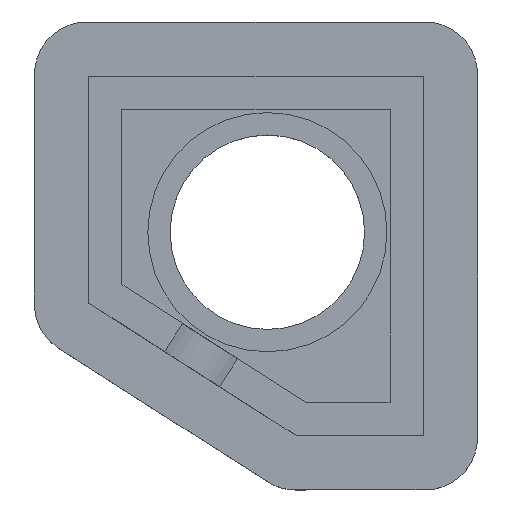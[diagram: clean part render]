
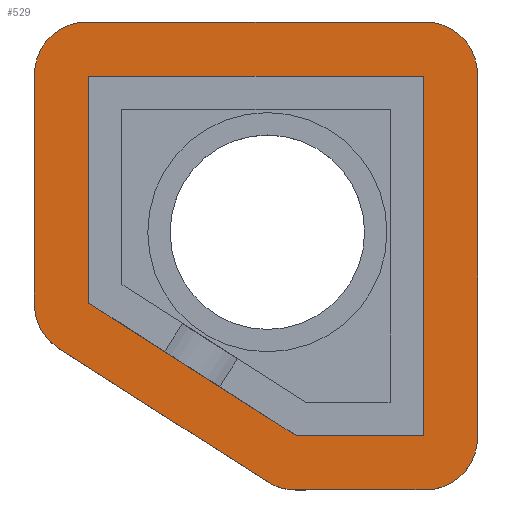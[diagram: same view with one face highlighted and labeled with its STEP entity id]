
A CAD part, top view. The second image highlights one B-rep face of the part: STEP entity #529.
In plain terms, the highlighted planar face has unit normal (0, 0, 1).
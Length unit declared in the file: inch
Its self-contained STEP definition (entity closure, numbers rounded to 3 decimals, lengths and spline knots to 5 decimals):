
#17=FACE_BOUND('',#98,.T.);
#38=PLANE('',#586);
#66=FACE_OUTER_BOUND('',#97,.T.);
#97=EDGE_LOOP('',(#464,#465,#466,#467,#468,#469,#470,#471,#472,#473));
#98=EDGE_LOOP('',(#474,#475,#476,#477,#478));
#109=LINE('',#758,#165);
#115=LINE('',#775,#171);
#119=LINE('',#782,#175);
#121=LINE('',#785,#177);
#123=LINE('',#788,#179);
#142=LINE('',#834,#198);
#146=LINE('',#846,#202);
#150=LINE('',#858,#206);
#154=LINE('',#870,#210);
#158=LINE('',#880,#214);
#165=VECTOR('',#609,0.3937);
#171=VECTOR('',#623,0.3937);
#175=VECTOR('',#629,0.3937);
#177=VECTOR('',#633,0.3937);
#179=VECTOR('',#637,0.3937);
#198=VECTOR('',#678,0.3937);
#202=VECTOR('',#690,0.3937);
#206=VECTOR('',#702,0.3937);
#210=VECTOR('',#714,0.3937);
#214=VECTOR('',#726,0.3937);
#221=CIRCLE('',#568,0.15);
#223=CIRCLE('',#572,0.15);
#225=CIRCLE('',#576,0.15);
#227=CIRCLE('',#580,0.15);
#229=CIRCLE('',#584,0.15);
#237=VERTEX_POINT('',#755);
#238=VERTEX_POINT('',#757);
#244=VERTEX_POINT('',#772);
#245=VERTEX_POINT('',#774);
#247=VERTEX_POINT('',#780);
#260=VERTEX_POINT('',#825);
#261=VERTEX_POINT('',#827);
#263=VERTEX_POINT('',#833);
#265=VERTEX_POINT('',#839);
#267=VERTEX_POINT('',#845);
#269=VERTEX_POINT('',#851);
#271=VERTEX_POINT('',#857);
#273=VERTEX_POINT('',#863);
#275=VERTEX_POINT('',#869);
#277=VERTEX_POINT('',#875);
#287=EDGE_CURVE('',#237,#238,#109,.T.);
#295=EDGE_CURVE('',#244,#245,#115,.T.);
#299=EDGE_CURVE('',#247,#244,#119,.T.);
#301=EDGE_CURVE('',#238,#247,#121,.T.);
#303=EDGE_CURVE('',#245,#237,#123,.T.);
#321=EDGE_CURVE('',#261,#260,#221,.T.);
#324=EDGE_CURVE('',#263,#261,#142,.T.);
#327=EDGE_CURVE('',#265,#263,#223,.T.);
#330=EDGE_CURVE('',#267,#265,#146,.T.);
#333=EDGE_CURVE('',#269,#267,#225,.T.);
#336=EDGE_CURVE('',#271,#269,#150,.T.);
#339=EDGE_CURVE('',#273,#271,#227,.T.);
#342=EDGE_CURVE('',#275,#273,#154,.T.);
#345=EDGE_CURVE('',#277,#275,#229,.T.);
#348=EDGE_CURVE('',#260,#277,#158,.T.);
#464=ORIENTED_EDGE('',*,*,#348,.T.);
#465=ORIENTED_EDGE('',*,*,#345,.T.);
#466=ORIENTED_EDGE('',*,*,#342,.T.);
#467=ORIENTED_EDGE('',*,*,#339,.T.);
#468=ORIENTED_EDGE('',*,*,#336,.T.);
#469=ORIENTED_EDGE('',*,*,#333,.T.);
#470=ORIENTED_EDGE('',*,*,#330,.T.);
#471=ORIENTED_EDGE('',*,*,#327,.T.);
#472=ORIENTED_EDGE('',*,*,#324,.T.);
#473=ORIENTED_EDGE('',*,*,#321,.T.);
#474=ORIENTED_EDGE('',*,*,#303,.F.);
#475=ORIENTED_EDGE('',*,*,#295,.F.);
#476=ORIENTED_EDGE('',*,*,#299,.F.);
#477=ORIENTED_EDGE('',*,*,#301,.F.);
#478=ORIENTED_EDGE('',*,*,#287,.F.);
#529=ADVANCED_FACE('',(#66,#17),#38,.F.);
#568=AXIS2_PLACEMENT_3D('',#828,#672,#673);
#572=AXIS2_PLACEMENT_3D('',#840,#684,#685);
#576=AXIS2_PLACEMENT_3D('',#852,#696,#697);
#580=AXIS2_PLACEMENT_3D('',#864,#708,#709);
#584=AXIS2_PLACEMENT_3D('',#876,#720,#721);
#586=AXIS2_PLACEMENT_3D('',#881,#727,#728);
#609=DIRECTION('',(0.843,-0.539,0.));
#623=DIRECTION('',(-1.,0.,0.));
#629=DIRECTION('',(0.,1.,0.));
#633=DIRECTION('',(1.,0.,0.));
#637=DIRECTION('',(0.,-1.,0.));
#672=DIRECTION('center_axis',(0.,0.,
1.));
#673=DIRECTION('ref_axis',(-0.539,-0.843,0.));
#678=DIRECTION('',(0.,-1.,0.));
#684=DIRECTION('center_axis',(0.,0.,
1.));
#685=DIRECTION('ref_axis',(-1.,0.,0.));
#690=DIRECTION('',(-1.,0.,0.));
#696=DIRECTION('center_axis',(0.,0.,
1.));
#697=DIRECTION('ref_axis',(0.,1.,0.));
#702=DIRECTION('',(0.,1.,0.));
#708=DIRECTION('center_axis',(0.,0.,
1.));
#709=DIRECTION('ref_axis',(1.,0.,0.));
#714=DIRECTION('',(1.,0.,0.));
#720=DIRECTION('center_axis',(0.,0.,
1.));
#721=DIRECTION('ref_axis',(0.,-1.,0.));
#726=DIRECTION('',(0.843,-0.539,0.));
#727=DIRECTION('center_axis',(0.,0.,
-1.));
#728=DIRECTION('ref_axis',(-1.,0.,0.));
#755=CARTESIAN_POINT('',(-0.12942,0.63774,-2.86586));
#757=CARTESIAN_POINT('',(0.46237,0.25941,-2.86586));
#758=CARTESIAN_POINT('',(-0.12942,0.63774,-2.86586));
#772=CARTESIAN_POINT('',(0.82558,1.285,-2.86586));
#774=CARTESIAN_POINT('',(-0.12942,1.285,-2.86586));
#775=CARTESIAN_POINT('',(0.82558,1.285,-2.86586));
#780=CARTESIAN_POINT('',(0.82558,0.25941,-2.86586));
#782=CARTESIAN_POINT('',(0.82558,0.25941,-2.86586));
#785=CARTESIAN_POINT('',(0.46237,0.25941,-2.86586));
#788=CARTESIAN_POINT('',(-0.12942,1.285,-2.86586));
#825=CARTESIAN_POINT('',(-0.21522,0.50862,-2.86586));
#827=CARTESIAN_POINT('',(-0.28442,0.635,-2.86586));
#828=CARTESIAN_POINT('Origin',(-0.13442,0.635,-2.86586));
#833=CARTESIAN_POINT('',(-0.28442,1.29,-2.86586));
#834=CARTESIAN_POINT('',(-0.28442,0.635,-2.86586));
#839=CARTESIAN_POINT('',(-0.13442,1.44,-2.86586));
#840=CARTESIAN_POINT('Origin',(-0.13442,1.29,-2.86586));
#845=CARTESIAN_POINT('',(0.83058,1.44,-2.86586));
#846=CARTESIAN_POINT('',(-0.13442,1.44,-2.86586));
#851=CARTESIAN_POINT('',(0.98058,1.29,-2.86586));
#852=CARTESIAN_POINT('Origin',(0.83058,1.29,-2.86586));
#857=CARTESIAN_POINT('',(0.98058,0.25441,-2.86586));
#858=CARTESIAN_POINT('',(0.98058,1.29,-2.86586));
#863=CARTESIAN_POINT('',(0.83058,0.10441,-2.86586));
#864=CARTESIAN_POINT('Origin',(0.83058,0.25441,-2.86586));
#869=CARTESIAN_POINT('',(0.46091,0.10441,-2.86586));
#870=CARTESIAN_POINT('',(0.83058,0.10441,-2.86586));
#875=CARTESIAN_POINT('',(0.38012,0.12803,-2.86586));
#876=CARTESIAN_POINT('Origin',(0.46091,0.25441,-2.86586));
#880=CARTESIAN_POINT('',(0.38012,0.12803,-2.86586));
#881=CARTESIAN_POINT('Origin',(0.34808,0.77221,-2.86586));
